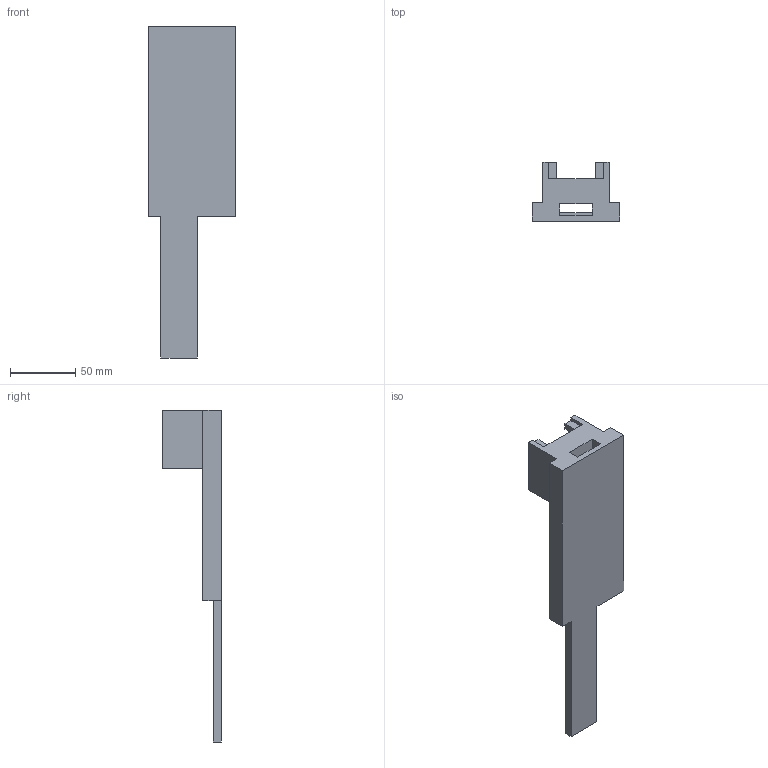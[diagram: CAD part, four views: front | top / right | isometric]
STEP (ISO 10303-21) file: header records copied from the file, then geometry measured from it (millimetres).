
FILE_DESCRIPTION(/* description */ (''),/* implementation_level */ '2;1');
FILE_NAME(/* name */ 'Electronic_Chassis(2).stp',/* time_stamp */ '2021-04-21T12:02:42-04:00',/* author */ ('ODADAMS'),/* organization */ (''),/* preprocessor_version */ 'ST-DEVELOPER v18',/* originating_system */ 'Autodesk Inventor 2020',/* authorisation */ '');
FILE_SCHEMA (('AUTOMOTIVE_DESIGN { 1 0 10303 214 3 1 1 }'));
Length unit declared in the file: inch
Products named in the file (1): Electronic_Chassis(2)
Bounding box: 66.67 x 45.09 x 254 mm (x, y, z)
Volume: 140659.1 mm3; surface area: 45006.6 mm2
Topology: 1 solids, 1 shells, 48 faces, 136 edges, 90 vertices
Faces by surface type: plane 48
Entity records: 1571 total; most frequent: CARTESIAN_POINT 275, ORIENTED_EDGE 272, DIRECTION 234, LINE 136, VECTOR 136, EDGE_CURVE 136, VERTEX_POINT 90, EDGE_LOOP 50
